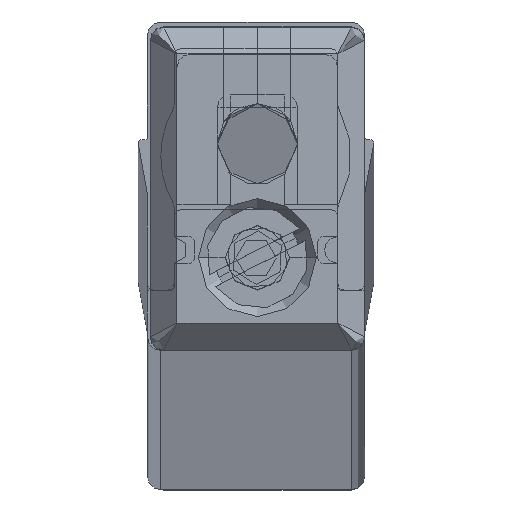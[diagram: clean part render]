
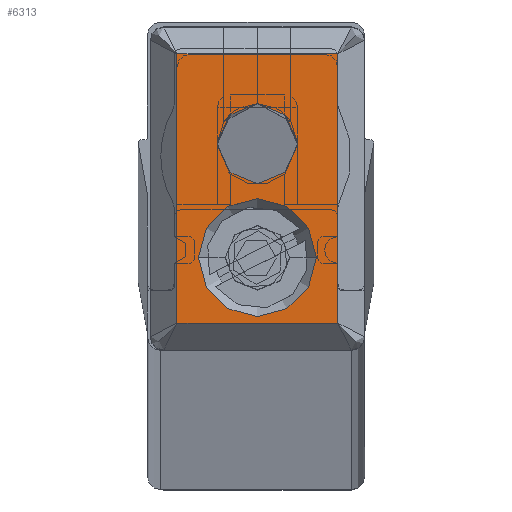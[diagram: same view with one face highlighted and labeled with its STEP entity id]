
A CAD part, top view. The second image highlights one B-rep face of the part: STEP entity #6313.
In plain terms, the highlighted planar face has unit normal (0, 0, 1).
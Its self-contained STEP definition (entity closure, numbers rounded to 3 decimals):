
#50 = EDGE_CURVE ( 'NONE', #6618, #7353, #5147, .T. ) ;
#273 = CIRCLE ( 'NONE', #4712, 1.5 ) ;
#298 = ORIENTED_EDGE ( 'NONE', *, *, #1208, .T. ) ;
#306 = VERTEX_POINT ( 'NONE', #6613 ) ;
#698 = VECTOR ( 'NONE', #4492, 1000. ) ;
#875 = ORIENTED_EDGE ( 'NONE', *, *, #1644, .F. ) ;
#885 = CARTESIAN_POINT ( 'NONE',  ( 0., 1.675, 10. ) ) ;
#892 = EDGE_CURVE ( 'NONE', #5457, #2300, #2924, .T. ) ;
#916 = DIRECTION ( 'NONE',  ( 1., 0., 0. ) ) ;
#940 = DIRECTION ( 'NONE',  ( 0., 0., 1. ) ) ;
#944 = CIRCLE ( 'NONE', #5661, 1.5 ) ;
#1006 = CARTESIAN_POINT ( 'NONE',  ( 0., 0., 10. ) ) ;
#1039 = VECTOR ( 'NONE', #1440, 1000. ) ;
#1151 = ORIENTED_EDGE ( 'NONE', *, *, #892, .F. ) ;
#1208 = EDGE_CURVE ( 'NONE', #4813, #6618, #7372, .T. ) ;
#1307 = VERTEX_POINT ( 'NONE', #2195 ) ;
#1324 = FACE_OUTER_BOUND ( 'NONE', #6927, .T. ) ;
#1352 = CARTESIAN_POINT ( 'NONE',  ( 3., 5.525, 10. ) ) ;
#1440 = DIRECTION ( 'NONE',  ( 0., 1., 0. ) ) ;
#1644 = EDGE_CURVE ( 'NONE', #306, #1307, #944, .T. ) ;
#1867 = EDGE_CURVE ( 'NONE', #1307, #306, #273, .T. ) ;
#1890 = LINE ( 'NONE', #6776, #3464 ) ;
#2024 = EDGE_CURVE ( 'NONE', #2300, #5457, #2538, .T. ) ;
#2195 = CARTESIAN_POINT ( 'NONE',  ( -1.5, 1.675, 10. ) ) ;
#2249 = DIRECTION ( 'NONE',  ( 1., 0., 0. ) ) ;
#2300 = VERTEX_POINT ( 'NONE', #5774 ) ;
#2538 = CIRCLE ( 'NONE', #3396, 2.2 ) ;
#2570 = EDGE_LOOP ( 'NONE', ( #875, #5229 ) ) ;
#2629 = DIRECTION ( 'NONE',  ( 1., 0., 0. ) ) ;
#2630 = AXIS2_PLACEMENT_3D ( 'NONE', #5901, #5914, #5925 ) ;
#2920 = FACE_BOUND ( 'NONE', #3951, .T. ) ;
#2924 = CIRCLE ( 'NONE', #2630, 2.2 ) ;
#2933 = ORIENTED_EDGE ( 'NONE', *, *, #4347, .T. ) ;
#2962 = CARTESIAN_POINT ( 'NONE',  ( -3., -5.025, 10. ) ) ;
#3260 = AXIS2_PLACEMENT_3D ( 'NONE', #1006, #5783, #2249 ) ;
#3288 = FACE_BOUND ( 'NONE', #2570, .T. ) ;
#3342 = VERTEX_POINT ( 'NONE', #2962 ) ;
#3396 = AXIS2_PLACEMENT_3D ( 'NONE', #4836, #4528, #4799 ) ;
#3400 = VECTOR ( 'NONE', #4904, 1000. ) ;
#3464 = VECTOR ( 'NONE', #2629, 1000. ) ;
#3870 = CARTESIAN_POINT ( 'NONE',  ( -3., 5.025, 10. ) ) ;
#3951 = EDGE_LOOP ( 'NONE', ( #1151, #5701 ) ) ;
#4344 = CARTESIAN_POINT ( 'NONE',  ( 2.2, -2.575, 10. ) ) ;
#4347 = EDGE_CURVE ( 'NONE', #7353, #3342, #7411, .T. ) ;
#4492 = DIRECTION ( 'NONE',  ( 0., -1., 0. ) ) ;
#4528 = DIRECTION ( 'NONE',  ( 0., 0., 1. ) ) ;
#4594 = PLANE ( 'NONE',  #3260 ) ;
#4704 = CARTESIAN_POINT ( 'NONE',  ( -3.5, 5.025, 10. ) ) ;
#4712 = AXIS2_PLACEMENT_3D ( 'NONE', #885, #940, #916 ) ;
#4799 = DIRECTION ( 'NONE',  ( 1., 0., 0. ) ) ;
#4813 = VERTEX_POINT ( 'NONE', #5266 ) ;
#4836 = CARTESIAN_POINT ( 'NONE',  ( 0., -2.575, 10. ) ) ;
#4892 = CARTESIAN_POINT ( 'NONE',  ( 3., 5.025, 10. ) ) ;
#4904 = DIRECTION ( 'NONE',  ( -1., 0., 0. ) ) ;
#5076 = CARTESIAN_POINT ( 'NONE',  ( 0., 1.675, 10. ) ) ;
#5085 = DIRECTION ( 'NONE',  ( 0., 0., 1. ) ) ;
#5116 = DIRECTION ( 'NONE',  ( 1., 0., 0. ) ) ;
#5147 = LINE ( 'NONE', #4704, #3400 ) ;
#5229 = ORIENTED_EDGE ( 'NONE', *, *, #1867, .F. ) ;
#5266 = CARTESIAN_POINT ( 'NONE',  ( 3., -5.025, 10. ) ) ;
#5457 = VERTEX_POINT ( 'NONE', #4344 ) ;
#5661 = AXIS2_PLACEMENT_3D ( 'NONE', #5076, #5085, #5116 ) ;
#5701 = ORIENTED_EDGE ( 'NONE', *, *, #2024, .F. ) ;
#5708 = CARTESIAN_POINT ( 'NONE',  ( -3., -5.525, 10. ) ) ;
#5774 = CARTESIAN_POINT ( 'NONE',  ( -2.2, -2.575, 10. ) ) ;
#5783 = DIRECTION ( 'NONE',  ( 0., 0., 1. ) ) ;
#5901 = CARTESIAN_POINT ( 'NONE',  ( 0., -2.575, 10. ) ) ;
#5914 = DIRECTION ( 'NONE',  ( 0., 0., 1. ) ) ;
#5925 = DIRECTION ( 'NONE',  ( 1., 0., 0. ) ) ;
#6313 = ADVANCED_FACE ( 'NONE', ( #3288, #1324, #2920 ), #4594, .T. ) ;
#6613 = CARTESIAN_POINT ( 'NONE',  ( 1.5, 1.675, 10. ) ) ;
#6618 = VERTEX_POINT ( 'NONE', #4892 ) ;
#6724 = EDGE_CURVE ( 'NONE', #3342, #4813, #1890, .T. ) ;
#6776 = CARTESIAN_POINT ( 'NONE',  ( 3.5, -5.025, 10. ) ) ;
#6927 = EDGE_LOOP ( 'NONE', ( #298, #7664, #2933, #7481 ) ) ;
#7353 = VERTEX_POINT ( 'NONE', #3870 ) ;
#7372 = LINE ( 'NONE', #1352, #1039 ) ;
#7411 = LINE ( 'NONE', #5708, #698 ) ;
#7481 = ORIENTED_EDGE ( 'NONE', *, *, #6724, .T. ) ;
#7664 = ORIENTED_EDGE ( 'NONE', *, *, #50, .T. ) ;
